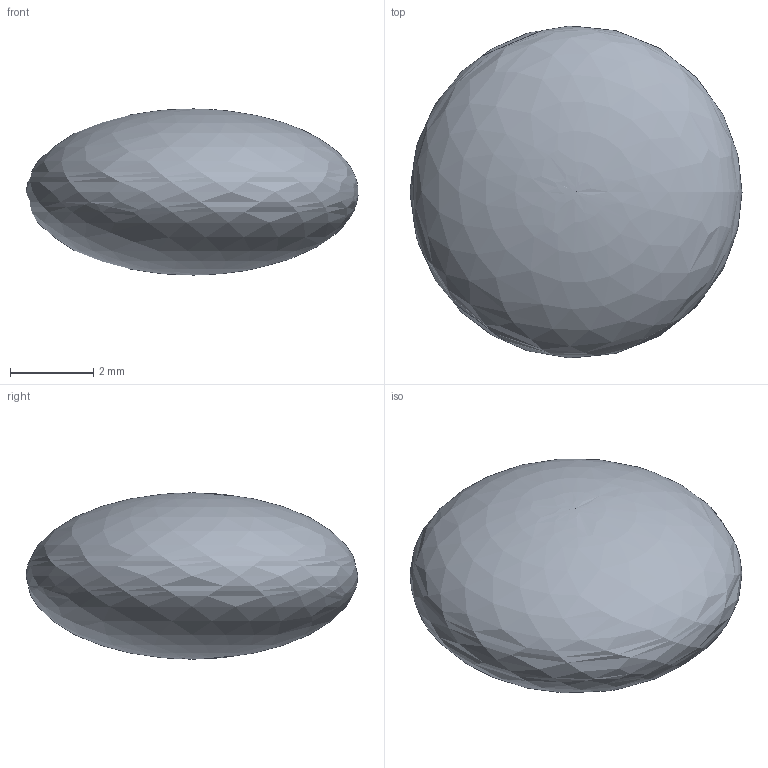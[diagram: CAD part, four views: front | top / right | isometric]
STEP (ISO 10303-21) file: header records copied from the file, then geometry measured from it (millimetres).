
FILE_DESCRIPTION(('FreeCAD Model'),'2;1');
FILE_NAME('ellipsoid.step','2017-06-05T10:39:15',('Author' ),(''),'Open CASCADE STEP processor 6.8','FreeCAD','Unknown');
FILE_SCHEMA(('AUTOMOTIVE_DESIGN_CC2 { 1 2 10303 214 -1 1 5 4 }'));
Length unit declared in the file: millimetre
Products named in the file (2): ASSEMBLY; Ellipsoid
Assembly tree (1 placements, depth 2):
  ASSEMBLY
    Ellipsoid
Bounding box: 8 x 7.99 x 4 mm (x, y, z)
Volume: 134 mm3; surface area: 139.2 mm2
Topology: 1 solids, 1 shells, 1 faces, 3 edges, 2 vertices
Faces by surface type: bspline 1
Entity records: 85 total; most frequent: CARTESIAN_POINT 38, DIRECTION 4, PRODUCT_DEFINITION_SHAPE 3, SHAPE_DEFINITION_REPRESENTATION 2, PRODUCT_DEFINITION 2, PRODUCT_DEFINITION_FORMATION 2, PRODUCT 2, MECHANICAL_CONTEXT 2
